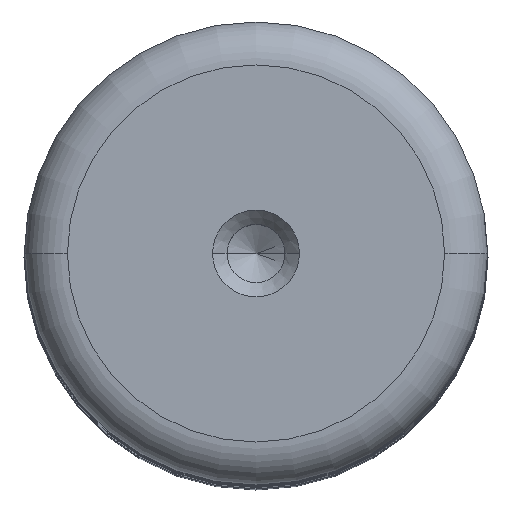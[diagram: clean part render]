
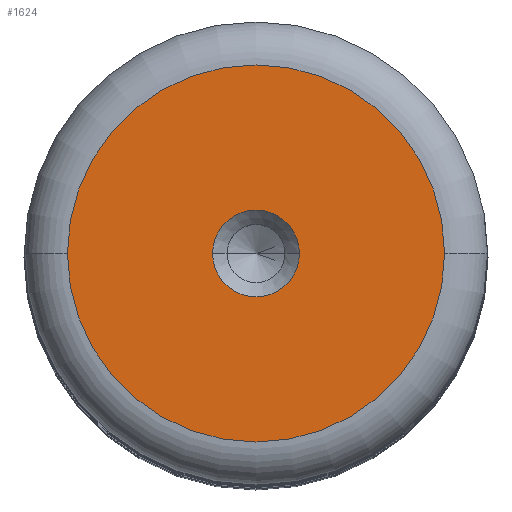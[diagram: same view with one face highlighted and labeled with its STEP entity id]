
A CAD part, top view. The second image highlights one B-rep face of the part: STEP entity #1624.
In plain terms, the highlighted planar face has unit normal (0, 0, 1).
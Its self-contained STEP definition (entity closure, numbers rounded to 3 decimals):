
#74 = CIRCLE ( 'NONE', #1595, 1.5 ) ;
#101 = AXIS2_PLACEMENT_3D ( 'NONE', #323, #1678, #516 ) ;
#202 = AXIS2_PLACEMENT_3D ( 'NONE', #643, #2004, #834 ) ;
#222 = VERTEX_POINT ( 'NONE', #2330 ) ;
#231 = CARTESIAN_POINT ( 'NONE',  ( 0., 0., 90. ) ) ;
#243 = ORIENTED_EDGE ( 'NONE', *, *, #2270, .T. ) ;
#255 = EDGE_CURVE ( 'NONE', #405, #222, #1362, .T. ) ;
#284 = CARTESIAN_POINT ( 'NONE',  ( 0., 0., 90. ) ) ;
#290 = DIRECTION ( 'NONE',  ( 0., 0., 1. ) ) ;
#323 = CARTESIAN_POINT ( 'NONE',  ( 0., 0., 90. ) ) ;
#376 = CARTESIAN_POINT ( 'NONE',  ( 6.511, 0., 90. ) ) ;
#405 = VERTEX_POINT ( 'NONE', #646 ) ;
#430 = DIRECTION ( 'NONE',  ( 0., 0., 1. ) ) ;
#432 = DIRECTION ( 'NONE',  ( 1., 0., 0. ) ) ;
#516 = DIRECTION ( 'NONE',  ( 1., 0., 0. ) ) ;
#643 = CARTESIAN_POINT ( 'NONE',  ( 0., 0., 90. ) ) ;
#646 = CARTESIAN_POINT ( 'NONE',  ( -1.5, 0., 90. ) ) ;
#658 = VERTEX_POINT ( 'NONE', #1269 ) ;
#817 = EDGE_CURVE ( 'NONE', #658, #1768, #1010, .T. ) ;
#834 = DIRECTION ( 'NONE',  ( 1., 0., 0. ) ) ;
#1010 = CIRCLE ( 'NONE', #101, 6.511 ) ;
#1043 = FACE_OUTER_BOUND ( 'NONE', #2329, .T. ) ;
#1101 = DIRECTION ( 'NONE',  ( 0., 0., 1. ) ) ;
#1239 = EDGE_LOOP ( 'NONE', ( #2265, #2256 ) ) ;
#1269 = CARTESIAN_POINT ( 'NONE',  ( -6.511, 0., 90. ) ) ;
#1362 = CIRCLE ( 'NONE', #1592, 1.5 ) ;
#1584 = AXIS2_PLACEMENT_3D ( 'NONE', #284, #290, #1647 ) ;
#1592 = AXIS2_PLACEMENT_3D ( 'NONE', #231, #430, #432 ) ;
#1595 = AXIS2_PLACEMENT_3D ( 'NONE', #2255, #1101, #2447 ) ;
#1624 = ADVANCED_FACE ( 'NONE', ( #1631, #1043 ), #2212, .T. ) ;
#1631 = FACE_BOUND ( 'NONE', #1239, .T. ) ;
#1647 = DIRECTION ( 'NONE',  ( 1., 0., 0. ) ) ;
#1651 = CIRCLE ( 'NONE', #202, 6.511 ) ;
#1678 = DIRECTION ( 'NONE',  ( 0., 0., 1. ) ) ;
#1761 = ORIENTED_EDGE ( 'NONE', *, *, #817, .T. ) ;
#1768 = VERTEX_POINT ( 'NONE', #376 ) ;
#2004 = DIRECTION ( 'NONE',  ( 0., 0., 1. ) ) ;
#2048 = EDGE_CURVE ( 'NONE', #222, #405, #74, .T. ) ;
#2212 = PLANE ( 'NONE',  #1584 ) ;
#2255 = CARTESIAN_POINT ( 'NONE',  ( 0., 0., 90. ) ) ;
#2256 = ORIENTED_EDGE ( 'NONE', *, *, #255, .F. ) ;
#2265 = ORIENTED_EDGE ( 'NONE', *, *, #2048, .F. ) ;
#2270 = EDGE_CURVE ( 'NONE', #1768, #658, #1651, .T. ) ;
#2329 = EDGE_LOOP ( 'NONE', ( #243, #1761 ) ) ;
#2330 = CARTESIAN_POINT ( 'NONE',  ( 1.5, 0., 90. ) ) ;
#2447 = DIRECTION ( 'NONE',  ( 1., 0., 0. ) ) ;
